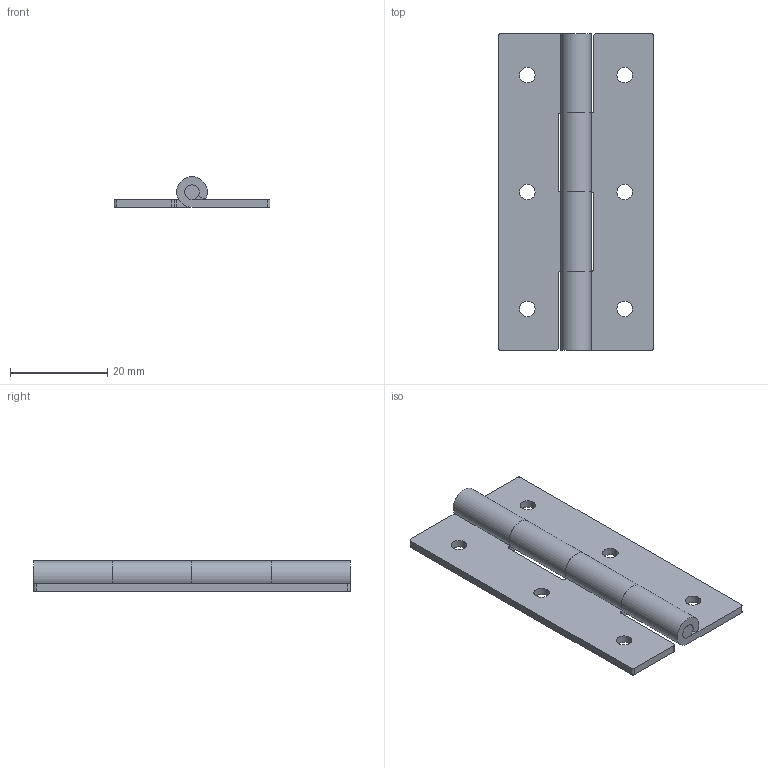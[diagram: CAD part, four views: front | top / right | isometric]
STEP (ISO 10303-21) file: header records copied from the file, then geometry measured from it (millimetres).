
FILE_DESCRIPTION( (''), '2;1');
FILE_NAME ('PC50.3596.TH_179_20224.stp','2021-03-30T12:05:24',(''),(''),'spGate 17.5.2','','');
FILE_SCHEMA (('AUTOMOTIVE_DESIGN'));
Length unit declared in the file: millimetre
Products named in the file (4): Assembly; part1; part2; part3
Assembly tree (3 placements, depth 2):
  Assembly
    part1
    part2
    part3
Bounding box: 32 x 65 x 6.3 mm (x, y, z)
Volume: 4639 mm3; surface area: 6590.5 mm2
Topology: 3 solids, 3 shells, 60 faces, 162 edges, 108 vertices
Faces by surface type: cylinder 34, plane 26
Entity records: 3308 total; most frequent: CARTESIAN_POINT 352, DIRECTION 352, ORIENTED_EDGE 324, COLOUR_RGB 225, PRESENTATION_STYLE_ASSIGNMENT 225, STYLED_ITEM 225, EDGE_CURVE 162, DRAUGHTING_PRE_DEFINED_CURVE_FONT 162
